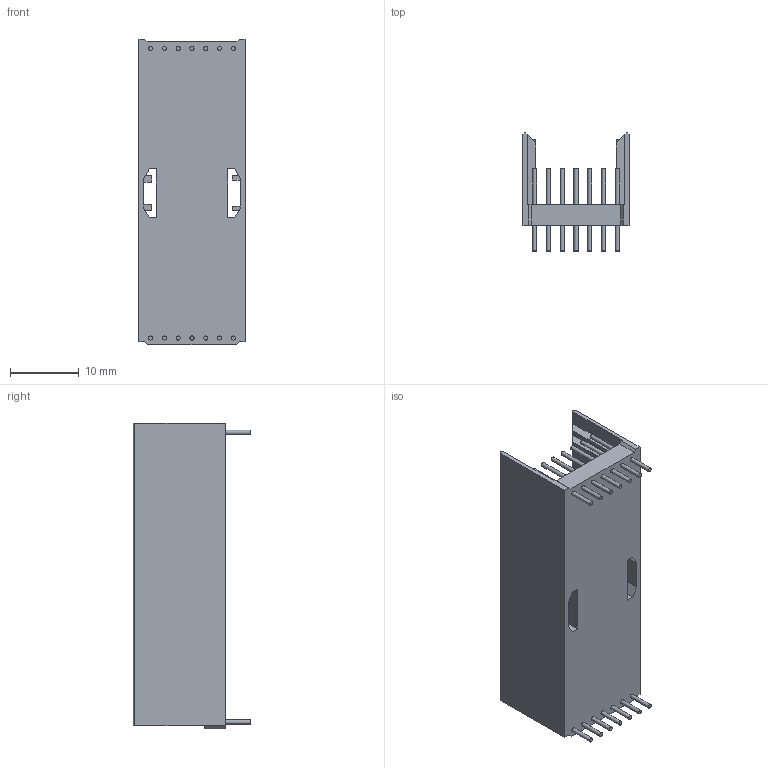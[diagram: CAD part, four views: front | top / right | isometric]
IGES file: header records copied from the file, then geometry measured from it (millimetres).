
Global section: file name: 1714_har-bus_HM_AB-22_straight_male_146_pole.igs; preprocessor: I-DEAS 3D IGES Translator 10; date: 20040812.114955; units: millimetre
Bounding box: 15.4 x 17.1 x 44.35 mm (x, y, z)
Volume: 3246.5 mm3; surface area: 4072.5 mm2
Topology: 1 solids, 1 shells, 144 faces, 344 edges, 228 vertices
Faces by surface type: bspline 144
